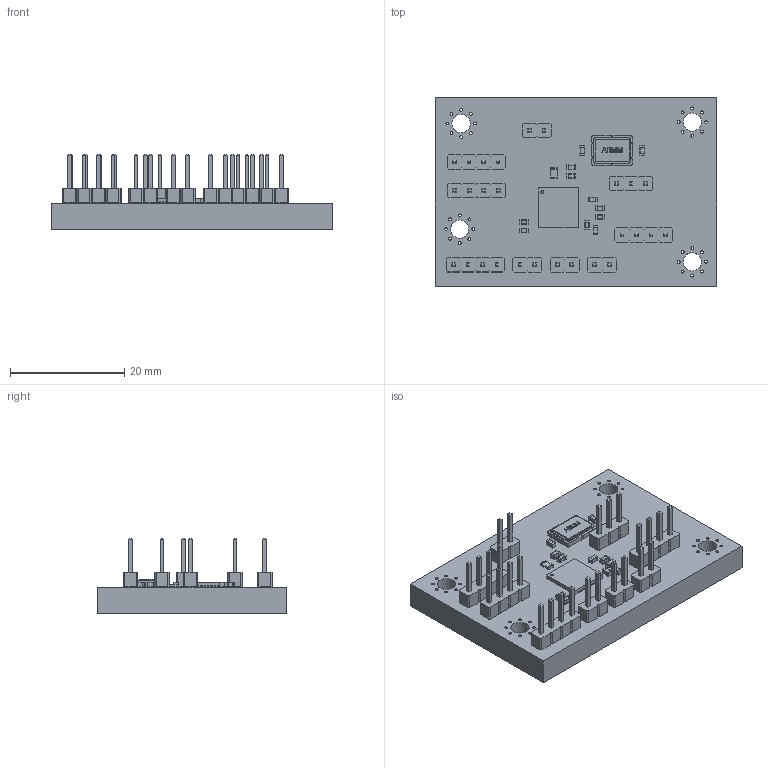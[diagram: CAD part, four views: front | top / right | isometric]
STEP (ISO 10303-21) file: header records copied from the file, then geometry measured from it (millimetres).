
FILE_DESCRIPTION(('KiCad electronic assembly'),'2;1');
FILE_NAME('FPAA_Starter_Board.step','2022-03-15T17:05:21',('Pcbnew'),( 'Kicad'),'Open CASCADE STEP processor 7.5','KiCad to STEP converter' ,'Unknown');
FILE_SCHEMA(('AUTOMOTIVE_DESIGN { 1 0 10303 214 1 1 1 1 }'));
Length unit declared in the file: millimetre
Products named in the file (16): FPAA_Starter_Board 1; C_0603_1608Metric; SOLID; PinHeader_1x04_P2.54mm_Vertical; PinHeader_1x02_P2.54mm_Vertical; PinHeader_1x03_P2.54mm_Vertical; ABMM-6.000MHZ-B2-T--3DModel-STEP-400430; R_0805_2012Metric; QFN-44-1EP_7x7mm_P0.5mm_EP5.15x5.15mm; FPAA_Starter_Board PCB
Assembly tree (31 placements, depth 3):
  FPAA_Starter_Board 1
    C_0603_1608Metric  x11
      SOLID
    PinHeader_1x04_P2.54mm_Vertical  x4
      SOLID
    PinHeader_1x02_P2.54mm_Vertical  x4
      SOLID
    PinHeader_1x03_P2.54mm_Vertical
      SOLID
    ABMM-6.000MHZ-B2-T--3DModel-STEP-400430
      SOLID
    R_0805_2012Metric
      SOLID
    QFN-44-1EP_7x7mm_P0.5mm_EP5.15x5.15mm
      SOLID
    FPAA_Starter_Board PCB
Bounding box: 49.25 x 33 x 13.28 mm (x, y, z)
Volume: 7965.2 mm3; surface area: 6445 mm2
Topology: 24 solids, 24 shells, 1504 faces, 3879 edges, 2510 vertices
Faces by surface type: bspline 1435, cylinder 63, plane 6
Full cylindrical faces by diameter (mm): 0.5 x32, 1 x27, 3.2 x4
Entity records: 53370 total; most frequent: CARTESIAN_POINT 19694, B_SPLINE_CURVE_WITH_KNOTS 5294, ORIENTED_EDGE 4158, PCURVE 4158, DEFINITIONAL_REPRESENTATION 4158, EDGE_CURVE 2079, SURFACE_CURVE 2015, VERTEX_POINT 1358
